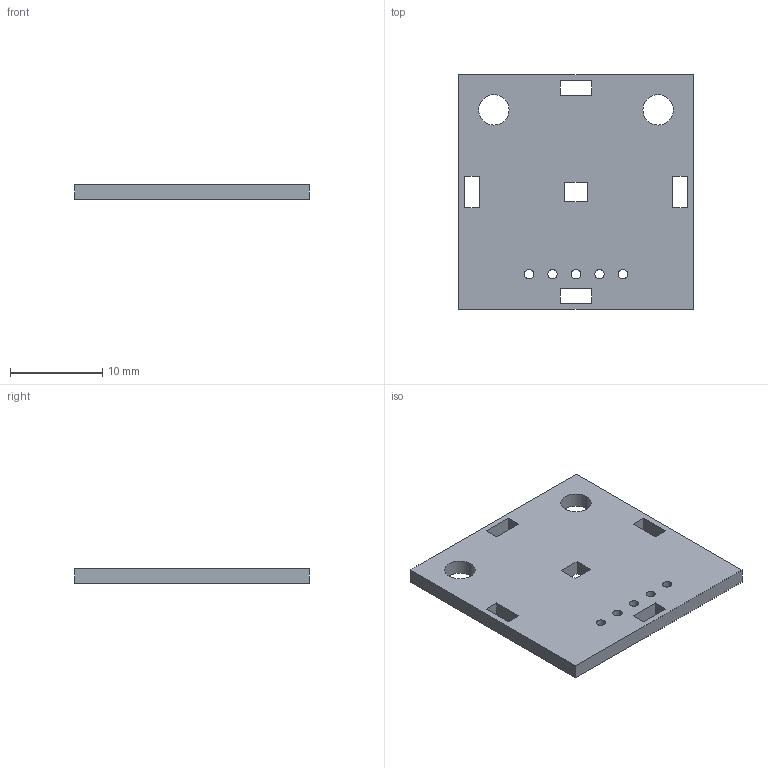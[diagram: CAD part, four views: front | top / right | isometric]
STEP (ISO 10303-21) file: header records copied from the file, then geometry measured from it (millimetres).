
FILE_DESCRIPTION(('KiCad electronic assembly'),'2;1');
FILE_NAME('kicadBoard.step','2022-11-20T06:19:11',('Pcbnew'),('Kicad'), 'Open CASCADE STEP processor 7.6','KiCad to STEP converter','Unknown' );
FILE_SCHEMA(('AUTOMOTIVE_DESIGN { 1 0 10303 214 1 1 1 1 }'));
Length unit declared in the file: millimetre
Products named in the file (2): kicadBoard 1; kicadBoard PCB
Assembly tree (1 placements, depth 2):
  kicadBoard 1
    kicadBoard PCB
Bounding box: 25.4 x 25.4 x 1.6 mm (x, y, z)
Volume: 955.5 mm3; surface area: 1494 mm2
Topology: 1 solids, 1 shells, 33 faces, 93 edges, 62 vertices
Faces by surface type: plane 26, cylinder 7
Full cylindrical faces by diameter (mm): 1.016 x5, 3.302 x2
Entity records: 2407 total; most frequent: CARTESIAN_POINT 460, DIRECTION 349, LINE 251, VECTOR 251, ORIENTED_EDGE 186, PCURVE 186, DEFINITIONAL_REPRESENTATION 186, EDGE_CURVE 93
